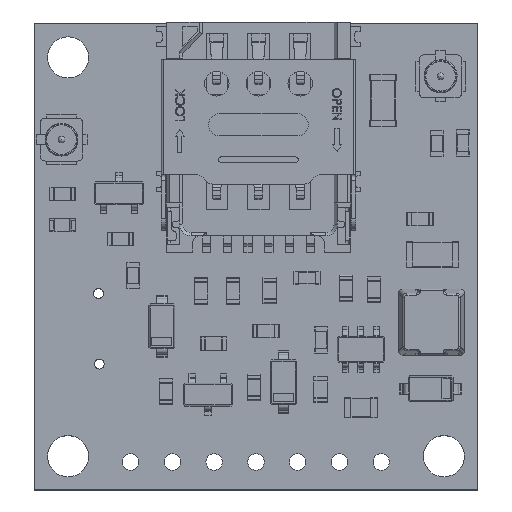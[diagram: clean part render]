
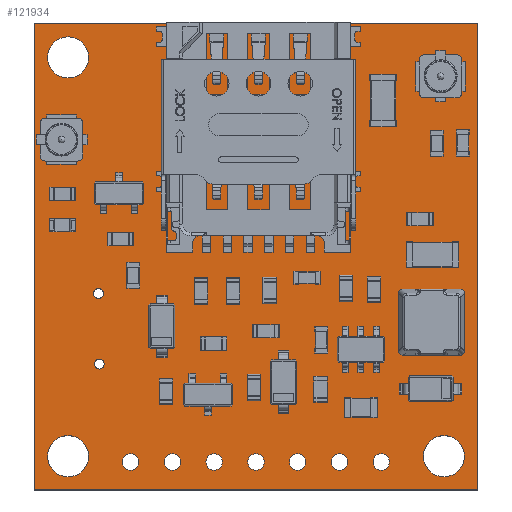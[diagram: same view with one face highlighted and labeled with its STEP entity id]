
A CAD part, top view. The second image highlights one B-rep face of the part: STEP entity #121934.
In plain terms, the highlighted planar face has unit normal (0, 0, 1).
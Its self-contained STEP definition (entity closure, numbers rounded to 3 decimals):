
#121690 = VERTEX_POINT('',#121691);
#121691 = CARTESIAN_POINT('',(24.9,-2.05,1.6));
#121697 = EDGE_CURVE('',#121690,#121698,#121700,.T.);
#121698 = VERTEX_POINT('',#121699);
#121699 = CARTESIAN_POINT('',(-2.05,-2.05,1.6));
#121700 = LINE('',#121701,#121702);
#121701 = CARTESIAN_POINT('',(24.9,-2.05,1.6));
#121702 = VECTOR('',#121703,1.);
#121703 = DIRECTION('',(-1.,0.,0.));
#121730 = VERTEX_POINT('',#121731);
#121731 = CARTESIAN_POINT('',(24.9,26.3,1.6));
#121737 = EDGE_CURVE('',#121730,#121690,#121738,.T.);
#121738 = LINE('',#121739,#121740);
#121739 = CARTESIAN_POINT('',(24.9,26.3,1.6));
#121740 = VECTOR('',#121741,1.);
#121741 = DIRECTION('',(0.,-1.,0.));
#121759 = EDGE_CURVE('',#121698,#121760,#121762,.T.);
#121760 = VERTEX_POINT('',#121761);
#121761 = CARTESIAN_POINT('',(-2.05,26.3,1.6));
#121762 = LINE('',#121763,#121764);
#121763 = CARTESIAN_POINT('',(-2.05,-2.05,1.6));
#121764 = VECTOR('',#121765,1.);
#121765 = DIRECTION('',(0.,1.,0.));
#121934 = ADVANCED_FACE('',(#121935,#121946,#121957,#121968,#121979,
    #121990,#122001,#122012,#122023,#122034,#122045,#122056,#122067),
  #122078,.F.);
#121935 = FACE_BOUND('',#121936,.F.);
#121936 = EDGE_LOOP('',(#121937,#121938,#121939,#121945));
#121937 = ORIENTED_EDGE('',*,*,#121697,.T.);
#121938 = ORIENTED_EDGE('',*,*,#121759,.T.);
#121939 = ORIENTED_EDGE('',*,*,#121940,.T.);
#121940 = EDGE_CURVE('',#121760,#121730,#121941,.T.);
#121941 = LINE('',#121942,#121943);
#121942 = CARTESIAN_POINT('',(-2.05,26.3,1.6));
#121943 = VECTOR('',#121944,1.);
#121944 = DIRECTION('',(1.,0.,0.));
#121945 = ORIENTED_EDGE('',*,*,#121737,.T.);
#121946 = FACE_BOUND('',#121947,.F.);
#121947 = EDGE_LOOP('',(#121948));
#121948 = ORIENTED_EDGE('',*,*,#121949,.F.);
#121949 = EDGE_CURVE('',#121950,#121950,#121952,.T.);
#121950 = VERTEX_POINT('',#121951);
#121951 = CARTESIAN_POINT('',(22.85,-1.25,1.6));
#121952 = CIRCLE('',#121953,1.25);
#121953 = AXIS2_PLACEMENT_3D('',#121954,#121955,#121956);
#121954 = CARTESIAN_POINT('',(22.85,0.,1.6));
#121955 = DIRECTION('',(-0.,0.,-1.));
#121956 = DIRECTION('',(-0.,-1.,0.));
#121957 = FACE_BOUND('',#121958,.F.);
#121958 = EDGE_LOOP('',(#121959));
#121959 = ORIENTED_EDGE('',*,*,#121960,.F.);
#121960 = EDGE_CURVE('',#121961,#121961,#121963,.T.);
#121961 = VERTEX_POINT('',#121962);
#121962 = CARTESIAN_POINT('',(19.04,-0.85,1.6));
#121963 = CIRCLE('',#121964,0.5);
#121964 = AXIS2_PLACEMENT_3D('',#121965,#121966,#121967);
#121965 = CARTESIAN_POINT('',(19.04,-0.35,1.6));
#121966 = DIRECTION('',(-0.,0.,-1.));
#121967 = DIRECTION('',(-0.,-1.,0.));
#121968 = FACE_BOUND('',#121969,.F.);
#121969 = EDGE_LOOP('',(#121970));
#121970 = ORIENTED_EDGE('',*,*,#121971,.F.);
#121971 = EDGE_CURVE('',#121972,#121972,#121974,.T.);
#121972 = VERTEX_POINT('',#121973);
#121973 = CARTESIAN_POINT('',(16.5,-0.85,1.6));
#121974 = CIRCLE('',#121975,0.5);
#121975 = AXIS2_PLACEMENT_3D('',#121976,#121977,#121978);
#121976 = CARTESIAN_POINT('',(16.5,-0.35,1.6));
#121977 = DIRECTION('',(-0.,0.,-1.));
#121978 = DIRECTION('',(-0.,-1.,0.));
#121979 = FACE_BOUND('',#121980,.F.);
#121980 = EDGE_LOOP('',(#121981));
#121981 = ORIENTED_EDGE('',*,*,#121982,.F.);
#121982 = EDGE_CURVE('',#121983,#121983,#121985,.T.);
#121983 = VERTEX_POINT('',#121984);
#121984 = CARTESIAN_POINT('',(13.96,-0.85,1.6));
#121985 = CIRCLE('',#121986,0.5);
#121986 = AXIS2_PLACEMENT_3D('',#121987,#121988,#121989);
#121987 = CARTESIAN_POINT('',(13.96,-0.35,1.6));
#121988 = DIRECTION('',(-0.,0.,-1.));
#121989 = DIRECTION('',(-0.,-1.,0.));
#121990 = FACE_BOUND('',#121991,.F.);
#121991 = EDGE_LOOP('',(#121992));
#121992 = ORIENTED_EDGE('',*,*,#121993,.F.);
#121993 = EDGE_CURVE('',#121994,#121994,#121996,.T.);
#121994 = VERTEX_POINT('',#121995);
#121995 = CARTESIAN_POINT('',(11.42,-0.85,1.6));
#121996 = CIRCLE('',#121997,0.5);
#121997 = AXIS2_PLACEMENT_3D('',#121998,#121999,#122000);
#121998 = CARTESIAN_POINT('',(11.42,-0.35,1.6));
#121999 = DIRECTION('',(-0.,0.,-1.));
#122000 = DIRECTION('',(-0.,-1.,0.));
#122001 = FACE_BOUND('',#122002,.F.);
#122002 = EDGE_LOOP('',(#122003));
#122003 = ORIENTED_EDGE('',*,*,#122004,.F.);
#122004 = EDGE_CURVE('',#122005,#122005,#122007,.T.);
#122005 = VERTEX_POINT('',#122006);
#122006 = CARTESIAN_POINT('',(8.88,-0.85,1.6));
#122007 = CIRCLE('',#122008,0.5);
#122008 = AXIS2_PLACEMENT_3D('',#122009,#122010,#122011);
#122009 = CARTESIAN_POINT('',(8.88,-0.35,1.6));
#122010 = DIRECTION('',(-0.,0.,-1.));
#122011 = DIRECTION('',(-0.,-1.,0.));
#122012 = FACE_BOUND('',#122013,.F.);
#122013 = EDGE_LOOP('',(#122014));
#122014 = ORIENTED_EDGE('',*,*,#122015,.F.);
#122015 = EDGE_CURVE('',#122016,#122016,#122018,.T.);
#122016 = VERTEX_POINT('',#122017);
#122017 = CARTESIAN_POINT('',(6.34,-0.85,1.6));
#122018 = CIRCLE('',#122019,0.5);
#122019 = AXIS2_PLACEMENT_3D('',#122020,#122021,#122022);
#122020 = CARTESIAN_POINT('',(6.34,-0.35,1.6));
#122021 = DIRECTION('',(-0.,0.,-1.));
#122022 = DIRECTION('',(-0.,-1.,0.));
#122023 = FACE_BOUND('',#122024,.F.);
#122024 = EDGE_LOOP('',(#122025));
#122025 = ORIENTED_EDGE('',*,*,#122026,.F.);
#122026 = EDGE_CURVE('',#122027,#122027,#122029,.T.);
#122027 = VERTEX_POINT('',#122028);
#122028 = CARTESIAN_POINT('',(3.8,-0.85,1.6));
#122029 = CIRCLE('',#122030,0.5);
#122030 = AXIS2_PLACEMENT_3D('',#122031,#122032,#122033);
#122031 = CARTESIAN_POINT('',(3.8,-0.35,1.6));
#122032 = DIRECTION('',(-0.,0.,-1.));
#122033 = DIRECTION('',(-0.,-1.,0.));
#122034 = FACE_BOUND('',#122035,.F.);
#122035 = EDGE_LOOP('',(#122036));
#122036 = ORIENTED_EDGE('',*,*,#122037,.F.);
#122037 = EDGE_CURVE('',#122038,#122038,#122040,.T.);
#122038 = VERTEX_POINT('',#122039);
#122039 = CARTESIAN_POINT('',(0.,-1.25,1.6));
#122040 = CIRCLE('',#122041,1.25);
#122041 = AXIS2_PLACEMENT_3D('',#122042,#122043,#122044);
#122042 = CARTESIAN_POINT('',(0.,0.,1.6)
  );
#122043 = DIRECTION('',(-0.,0.,-1.));
#122044 = DIRECTION('',(0.,-1.,-0.));
#122045 = FACE_BOUND('',#122046,.F.);
#122046 = EDGE_LOOP('',(#122047));
#122047 = ORIENTED_EDGE('',*,*,#122048,.F.);
#122048 = EDGE_CURVE('',#122049,#122049,#122051,.T.);
#122049 = VERTEX_POINT('',#122050);
#122050 = CARTESIAN_POINT('',(1.9,5.3,1.6));
#122051 = CIRCLE('',#122052,0.3);
#122052 = AXIS2_PLACEMENT_3D('',#122053,#122054,#122055);
#122053 = CARTESIAN_POINT('',(1.9,5.6,1.6));
#122054 = DIRECTION('',(-0.,0.,-1.));
#122055 = DIRECTION('',(0.,-1.,0.));
#122056 = FACE_BOUND('',#122057,.F.);
#122057 = EDGE_LOOP('',(#122058));
#122058 = ORIENTED_EDGE('',*,*,#122059,.F.);
#122059 = EDGE_CURVE('',#122060,#122060,#122062,.T.);
#122060 = VERTEX_POINT('',#122061);
#122061 = CARTESIAN_POINT('',(1.85,9.59,1.6));
#122062 = CIRCLE('',#122063,0.3);
#122063 = AXIS2_PLACEMENT_3D('',#122064,#122065,#122066);
#122064 = CARTESIAN_POINT('',(1.85,9.89,1.6));
#122065 = DIRECTION('',(-0.,0.,-1.));
#122066 = DIRECTION('',(-0.,-1.,0.));
#122067 = FACE_BOUND('',#122068,.F.);
#122068 = EDGE_LOOP('',(#122069));
#122069 = ORIENTED_EDGE('',*,*,#122070,.F.);
#122070 = EDGE_CURVE('',#122071,#122071,#122073,.T.);
#122071 = VERTEX_POINT('',#122072);
#122072 = CARTESIAN_POINT('',(0.,23.,1.6));
#122073 = CIRCLE('',#122074,1.25);
#122074 = AXIS2_PLACEMENT_3D('',#122075,#122076,#122077);
#122075 = CARTESIAN_POINT('',(0.,24.25,1.6));
#122076 = DIRECTION('',(-0.,0.,-1.));
#122077 = DIRECTION('',(0.,-1.,-0.));
#122078 = PLANE('',#122079);
#122079 = AXIS2_PLACEMENT_3D('',#122080,#122081,#122082);
#122080 = CARTESIAN_POINT('',(11.425,12.125,1.6));
#122081 = DIRECTION('',(-0.,-0.,-1.));
#122082 = DIRECTION('',(-1.,0.,0.));
